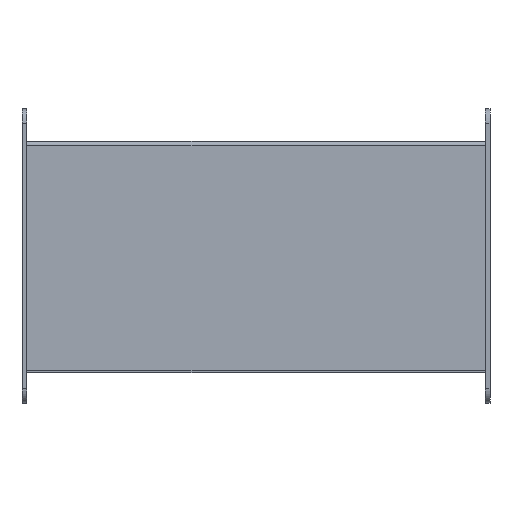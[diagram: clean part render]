
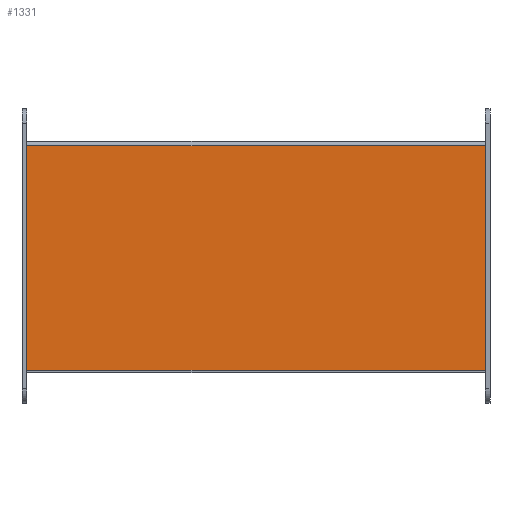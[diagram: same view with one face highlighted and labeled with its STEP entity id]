
A CAD part, left-side view. The second image highlights one B-rep face of the part: STEP entity #1331.
In plain terms, the highlighted planar face has unit normal (-1, 0, 0).
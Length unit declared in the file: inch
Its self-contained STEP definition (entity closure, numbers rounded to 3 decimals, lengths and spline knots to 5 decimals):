
#13 = ORIENTED_EDGE ( 'NONE', *, *, #701, .T. ) ;
#19 = EDGE_CURVE ( 'NONE', #1990, #1808, #1950, .T. ) ;
#86 = PLANE ( 'NONE',  #1704 ) ;
#112 = EDGE_LOOP ( 'NONE', ( #347, #1049, #1246, #13 ) ) ;
#141 = LINE ( 'NONE', #1841, #548 ) ;
#164 = DIRECTION ( 'NONE',  ( 0., 0., -1. ) ) ;
#263 = CARTESIAN_POINT ( 'NONE',  ( 0., 0., 0. ) ) ;
#306 = VERTEX_POINT ( 'NONE', #1247 ) ;
#347 = ORIENTED_EDGE ( 'NONE', *, *, #1624, .F. ) ;
#348 = LINE ( 'NONE', #1615, #1495 ) ;
#419 = DIRECTION ( 'NONE',  ( 0., 1., 0. ) ) ;
#530 = CARTESIAN_POINT ( 'NONE',  ( 0., 0., -0.108 ) ) ;
#541 = EDGE_CURVE ( 'NONE', #1808, #306, #1629, .T. ) ;
#543 = CARTESIAN_POINT ( 'NONE',  ( 0., 11.873, -5.925 ) ) ;
#548 = VECTOR ( 'NONE', #419, 39.37008 ) ;
#701 = EDGE_CURVE ( 'NONE', #1990, #1205, #348, .T. ) ;
#747 = DIRECTION ( 'NONE',  ( 1., 0., 0. ) ) ;
#850 = DIRECTION ( 'NONE',  ( 0., -1., 0. ) ) ;
#861 = CARTESIAN_POINT ( 'NONE',  ( 0., 0., 0. ) ) ;
#898 = DIRECTION ( 'NONE',  ( 0., 0., -1. ) ) ;
#1013 = CARTESIAN_POINT ( 'NONE',  ( 0., 0., -0.108 ) ) ;
#1049 = ORIENTED_EDGE ( 'NONE', *, *, #541, .F. ) ;
#1086 = VECTOR ( 'NONE', #850, 39.37008 ) ;
#1197 = FACE_OUTER_BOUND ( 'NONE', #112, .T. ) ;
#1205 = VERTEX_POINT ( 'NONE', #543 ) ;
#1224 = CARTESIAN_POINT ( 'NONE',  ( 0., 11.873, -0.108 ) ) ;
#1246 = ORIENTED_EDGE ( 'NONE', *, *, #19, .F. ) ;
#1247 = CARTESIAN_POINT ( 'NONE',  ( 0., 0., -5.925 ) ) ;
#1330 = VECTOR ( 'NONE', #1665, 39.37008 ) ;
#1331 = ADVANCED_FACE ( 'NONE', ( #1197 ), #86, .F. ) ;
#1495 = VECTOR ( 'NONE', #164, 39.37008 ) ;
#1615 = CARTESIAN_POINT ( 'NONE',  ( 0., 11.873, -0.108 ) ) ;
#1624 = EDGE_CURVE ( 'NONE', #306, #1205, #141, .T. ) ;
#1629 = LINE ( 'NONE', #861, #1330 ) ;
#1665 = DIRECTION ( 'NONE',  ( 0., 0., -1. ) ) ;
#1704 = AXIS2_PLACEMENT_3D ( 'NONE', #263, #747, #898 ) ;
#1808 = VERTEX_POINT ( 'NONE', #1013 ) ;
#1841 = CARTESIAN_POINT ( 'NONE',  ( 0., 0., -5.925 ) ) ;
#1950 = LINE ( 'NONE', #530, #1086 ) ;
#1990 = VERTEX_POINT ( 'NONE', #1224 ) ;
